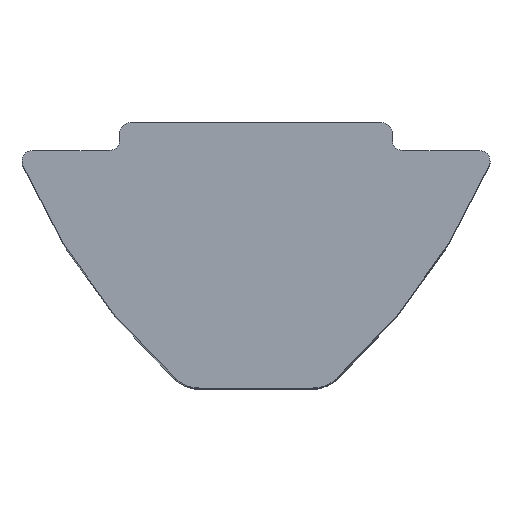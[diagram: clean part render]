
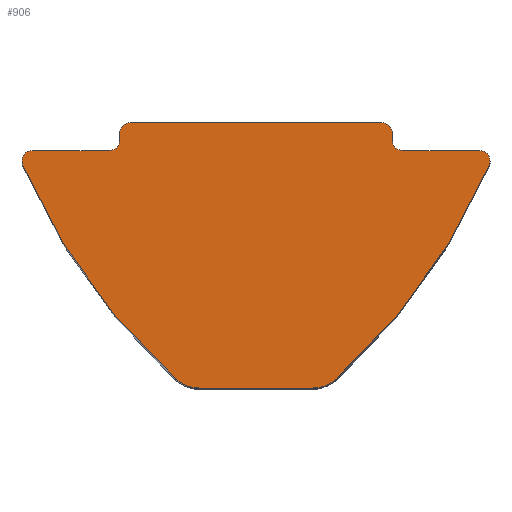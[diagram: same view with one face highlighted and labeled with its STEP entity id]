
A CAD part, top view. The second image highlights one B-rep face of the part: STEP entity #906.
In plain terms, the highlighted planar face has unit normal (0, 0, 1).
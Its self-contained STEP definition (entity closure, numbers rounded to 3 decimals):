
#1 = ORIENTED_EDGE ( 'NONE', *, *, #29, .T. ) ;
#5 = LINE ( 'NONE', #645, #126 ) ;
#13 = CARTESIAN_POINT ( 'NONE',  ( 2.292, -7.343, 22. ) ) ;
#19 = VECTOR ( 'NONE', #398, 1000. ) ;
#29 = EDGE_CURVE ( 'NONE', #925, #435, #99, .T. ) ;
#31 = ORIENTED_EDGE ( 'NONE', *, *, #338, .T. ) ;
#43 = DIRECTION ( 'NONE',  ( 0., 0., 1. ) ) ;
#47 = ORIENTED_EDGE ( 'NONE', *, *, #660, .T. ) ;
#60 = DIRECTION ( 'NONE',  ( 1., 0., 0. ) ) ;
#62 = EDGE_CURVE ( 'NONE', #1035, #714, #676, .T. ) ;
#67 = DIRECTION ( 'NONE',  ( 0., 0., 1. ) ) ;
#69 = DIRECTION ( 'NONE',  ( -1., 0., 0. ) ) ;
#74 = EDGE_CURVE ( 'NONE', #607, #185, #242, .T. ) ;
#77 = VERTEX_POINT ( 'NONE', #640 ) ;
#80 = EDGE_CURVE ( 'NONE', #875, #181, #898, .T. ) ;
#89 = EDGE_CURVE ( 'NONE', #569, #566, #135, .T. ) ;
#90 = EDGE_CURVE ( 'NONE', #985, #925, #772, .T. ) ;
#95 = EDGE_CURVE ( 'NONE', #435, #1035, #362, .T. ) ;
#99 = LINE ( 'NONE', #835, #980 ) ;
#101 = CARTESIAN_POINT ( 'NONE',  ( -1.623, -7.6, 22. ) ) ;
#103 = EDGE_CURVE ( 'NONE', #714, #483, #1025, .T. ) ;
#108 = ORIENTED_EDGE ( 'NONE', *, *, #103, .T. ) ;
#111 = FACE_OUTER_BOUND ( 'NONE', #926, .T. ) ;
#126 = VECTOR ( 'NONE', #60, 1000. ) ;
#135 = CIRCLE ( 'NONE', #992, 0.3 ) ;
#144 = ORIENTED_EDGE ( 'NONE', *, *, #1105, .T. ) ;
#147 = CARTESIAN_POINT ( 'NONE',  ( -6.4, -0.8, 22. ) ) ;
#158 = LINE ( 'NONE', #489, #1057 ) ;
#160 = CARTESIAN_POINT ( 'NONE',  ( 4.2, -0.5, 22. ) ) ;
#177 = ORIENTED_EDGE ( 'NONE', *, *, #80, .T. ) ;
#179 = ORIENTED_EDGE ( 'NONE', *, *, #95, .T. ) ;
#181 = VERTEX_POINT ( 'NONE', #13 ) ;
#185 = VERTEX_POINT ( 'NONE', #101 ) ;
#220 = VERTEX_POINT ( 'NONE', #866 ) ;
#223 = PLANE ( 'NONE',  #623 ) ;
#232 = DIRECTION ( 'NONE',  ( 0., 0., 1. ) ) ;
#233 = DIRECTION ( 'NONE',  ( 1., 0., 0. ) ) ;
#234 = CARTESIAN_POINT ( 'NONE',  ( -3.9, -0.3, 22. ) ) ;
#236 = CARTESIAN_POINT ( 'NONE',  ( -4.2, -0.5, 22. ) ) ;
#242 = CIRCLE ( 'NONE', #1002, 1. ) ;
#256 = ORIENTED_EDGE ( 'NONE', *, *, #739, .T. ) ;
#300 = EDGE_CURVE ( 'NONE', #1059, #607, #349, .T. ) ;
#305 = CARTESIAN_POINT ( 'NONE',  ( 6.4, -0.8, 22. ) ) ;
#310 = DIRECTION ( 'NONE',  ( 0., 0., 1. ) ) ;
#313 = CARTESIAN_POINT ( 'NONE',  ( -3.9, 0., 22. ) ) ;
#322 = CARTESIAN_POINT ( 'NONE',  ( -6.676, -1.218, 22. ) ) ;
#327 = DIRECTION ( 'NONE',  ( 1., 0., 0. ) ) ;
#338 = EDGE_CURVE ( 'NONE', #904, #220, #476, .T. ) ;
#348 = CARTESIAN_POINT ( 'NONE',  ( 6.4, -1.1, 22. ) ) ;
#349 = CIRCLE ( 'NONE', #867, 17.5 ) ;
#362 = CIRCLE ( 'NONE', #983, 0.3 ) ;
#376 = DIRECTION ( 'NONE',  ( 0., 0., 1. ) ) ;
#386 = CARTESIAN_POINT ( 'NONE',  ( -9.413, 5.666, 22. ) ) ;
#392 = CARTESIAN_POINT ( 'NONE',  ( 4.2, -0.8, 22. ) ) ;
#396 = CARTESIAN_POINT ( 'NONE',  ( -3.9, -0.8, 22. ) ) ;
#398 = DIRECTION ( 'NONE',  ( 0., -1., 0. ) ) ;
#402 = VECTOR ( 'NONE', #1003, 1000. ) ;
#405 = DIRECTION ( 'NONE',  ( 0., 0., 1. ) ) ;
#416 = CARTESIAN_POINT ( 'NONE',  ( 3.9, -0.8, 22. ) ) ;
#423 = DIRECTION ( 'NONE',  ( -1., 0., 0. ) ) ;
#435 = VERTEX_POINT ( 'NONE', #1063 ) ;
#438 = DIRECTION ( 'NONE',  ( 0., 0., 1. ) ) ;
#457 = DIRECTION ( 'NONE',  ( -1., 0., 0. ) ) ;
#471 = EDGE_CURVE ( 'NONE', #181, #77, #865, .T. ) ;
#472 = CARTESIAN_POINT ( 'NONE',  ( -3.9, -0.5, 22. ) ) ;
#473 = DIRECTION ( 'NONE',  ( 0., 0., 1. ) ) ;
#476 = CIRCLE ( 'NONE', #834, 0.3 ) ;
#483 = VERTEX_POINT ( 'NONE', #700 ) ;
#489 = CARTESIAN_POINT ( 'NONE',  ( 3.9, 0., 22. ) ) ;
#534 = CARTESIAN_POINT ( 'NONE',  ( -6.4, -1.1, 22. ) ) ;
#542 = CARTESIAN_POINT ( 'NONE',  ( -2.292, -7.343, 22. ) ) ;
#562 = CARTESIAN_POINT ( 'NONE',  ( -3.6, -0.3, 22. ) ) ;
#564 = AXIS2_PLACEMENT_3D ( 'NONE', #348, #945, #423 ) ;
#566 = VERTEX_POINT ( 'NONE', #907 ) ;
#569 = VERTEX_POINT ( 'NONE', #392 ) ;
#584 = LINE ( 'NONE', #416, #793 ) ;
#592 = ORIENTED_EDGE ( 'NONE', *, *, #471, .T. ) ;
#593 = ORIENTED_EDGE ( 'NONE', *, *, #1088, .T. ) ;
#607 = VERTEX_POINT ( 'NONE', #542 ) ;
#621 = VERTEX_POINT ( 'NONE', #305 ) ;
#622 = DIRECTION ( 'NONE',  ( 1., 0., 0. ) ) ;
#623 = AXIS2_PLACEMENT_3D ( 'NONE', #707, #310, #911 ) ;
#640 = CARTESIAN_POINT ( 'NONE',  ( 6.676, -1.218, 22. ) ) ;
#645 = CARTESIAN_POINT ( 'NONE',  ( -2., -7.6, 22. ) ) ;
#646 = DIRECTION ( 'NONE',  ( 1., 0., 0. ) ) ;
#660 = EDGE_CURVE ( 'NONE', #483, #904, #1061, .T. ) ;
#674 = AXIS2_PLACEMENT_3D ( 'NONE', #534, #43, #622 ) ;
#676 = LINE ( 'NONE', #313, #19 ) ;
#677 = CIRCLE ( 'NONE', #674, 0.3 ) ;
#700 = CARTESIAN_POINT ( 'NONE',  ( -4.2, -0.8, 22. ) ) ;
#701 = CARTESIAN_POINT ( 'NONE',  ( 1.623, -7.6, 22. ) ) ;
#702 = ORIENTED_EDGE ( 'NONE', *, *, #74, .T. ) ;
#707 = CARTESIAN_POINT ( 'NONE',  ( -6.4, -1.1, 22. ) ) ;
#714 = VERTEX_POINT ( 'NONE', #472 ) ;
#719 = CARTESIAN_POINT ( 'NONE',  ( 3.6, 0., 22. ) ) ;
#723 = CARTESIAN_POINT ( 'NONE',  ( -1.623, -6.6, 22. ) ) ;
#728 = DIRECTION ( 'NONE',  ( 0., 0., -1. ) ) ;
#739 = EDGE_CURVE ( 'NONE', #185, #875, #5, .T. ) ;
#772 = CIRCLE ( 'NONE', #990, 0.3 ) ;
#774 = ORIENTED_EDGE ( 'NONE', *, *, #300, .T. ) ;
#793 = VECTOR ( 'NONE', #939, 1000. ) ;
#800 = AXIS2_PLACEMENT_3D ( 'NONE', #386, #987, #457 ) ;
#824 = DIRECTION ( 'NONE',  ( 1., 0., 0. ) ) ;
#825 = CARTESIAN_POINT ( 'NONE',  ( 3.9, -0.3, 22. ) ) ;
#830 = DIRECTION ( 'NONE',  ( 0., 0., -1. ) ) ;
#834 = AXIS2_PLACEMENT_3D ( 'NONE', #891, #376, #975 ) ;
#835 = CARTESIAN_POINT ( 'NONE',  ( 3.9, 0., 22. ) ) ;
#854 = EDGE_CURVE ( 'NONE', #220, #1059, #677, .T. ) ;
#865 = CIRCLE ( 'NONE', #800, 17.5 ) ;
#866 = CARTESIAN_POINT ( 'NONE',  ( -6.7, -1.1, 22. ) ) ;
#867 = AXIS2_PLACEMENT_3D ( 'NONE', #965, #438, #1050 ) ;
#875 = VERTEX_POINT ( 'NONE', #701 ) ;
#891 = CARTESIAN_POINT ( 'NONE',  ( -6.4, -1.1, 22. ) ) ;
#895 = ORIENTED_EDGE ( 'NONE', *, *, #90, .T. ) ;
#898 = CIRCLE ( 'NONE', #999, 1. ) ;
#904 = VERTEX_POINT ( 'NONE', #147 ) ;
#906 = ADVANCED_FACE ( 'NONE', ( #111 ), #223, .T. ) ;
#907 = CARTESIAN_POINT ( 'NONE',  ( 3.9, -0.5, 22. ) ) ;
#911 = DIRECTION ( 'NONE',  ( 1., 0., 0. ) ) ;
#922 = CARTESIAN_POINT ( 'NONE',  ( 3.6, -0.3, 22. ) ) ;
#925 = VERTEX_POINT ( 'NONE', #719 ) ;
#926 = EDGE_LOOP ( 'NONE', ( #774, #702, #256, #177, #592, #144, #593, #1009, #971, #895, #1, #179, #1040, #108, #47, #31, #951 ) ) ;
#939 = DIRECTION ( 'NONE',  ( -1., 0., 0. ) ) ;
#945 = DIRECTION ( 'NONE',  ( 0., 0., 1. ) ) ;
#951 = ORIENTED_EDGE ( 'NONE', *, *, #854, .T. ) ;
#965 = CARTESIAN_POINT ( 'NONE',  ( 9.413, 5.666, 22. ) ) ;
#971 = ORIENTED_EDGE ( 'NONE', *, *, #1079, .T. ) ;
#975 = DIRECTION ( 'NONE',  ( 1., 0., 0. ) ) ;
#976 = AXIS2_PLACEMENT_3D ( 'NONE', #236, #830, #327 ) ;
#980 = VECTOR ( 'NONE', #69, 1000. ) ;
#983 = AXIS2_PLACEMENT_3D ( 'NONE', #562, #67, #646 ) ;
#985 = VERTEX_POINT ( 'NONE', #825 ) ;
#987 = DIRECTION ( 'NONE',  ( 0., 0., 1. ) ) ;
#990 = AXIS2_PLACEMENT_3D ( 'NONE', #922, #405, #1014 ) ;
#992 = AXIS2_PLACEMENT_3D ( 'NONE', #160, #728, #233 ) ;
#999 = AXIS2_PLACEMENT_3D ( 'NONE', #1008, #473, #1089 ) ;
#1002 = AXIS2_PLACEMENT_3D ( 'NONE', #723, #232, #824 ) ;
#1003 = DIRECTION ( 'NONE',  ( -1., 0., 0. ) ) ;
#1008 = CARTESIAN_POINT ( 'NONE',  ( 1.623, -6.6, 22. ) ) ;
#1009 = ORIENTED_EDGE ( 'NONE', *, *, #89, .T. ) ;
#1013 = CIRCLE ( 'NONE', #564, 0.3 ) ;
#1014 = DIRECTION ( 'NONE',  ( 1., 0., 0. ) ) ;
#1025 = CIRCLE ( 'NONE', #976, 0.3 ) ;
#1035 = VERTEX_POINT ( 'NONE', #234 ) ;
#1040 = ORIENTED_EDGE ( 'NONE', *, *, #62, .T. ) ;
#1050 = DIRECTION ( 'NONE',  ( 1., 0., 0. ) ) ;
#1057 = VECTOR ( 'NONE', #1113, 1000. ) ;
#1059 = VERTEX_POINT ( 'NONE', #322 ) ;
#1061 = LINE ( 'NONE', #396, #402 ) ;
#1063 = CARTESIAN_POINT ( 'NONE',  ( -3.6, 0., 22. ) ) ;
#1079 = EDGE_CURVE ( 'NONE', #566, #985, #158, .T. ) ;
#1088 = EDGE_CURVE ( 'NONE', #621, #569, #584, .T. ) ;
#1089 = DIRECTION ( 'NONE',  ( 1., 0., 0. ) ) ;
#1105 = EDGE_CURVE ( 'NONE', #77, #621, #1013, .T. ) ;
#1113 = DIRECTION ( 'NONE',  ( 0., 1., 0. ) ) ;
